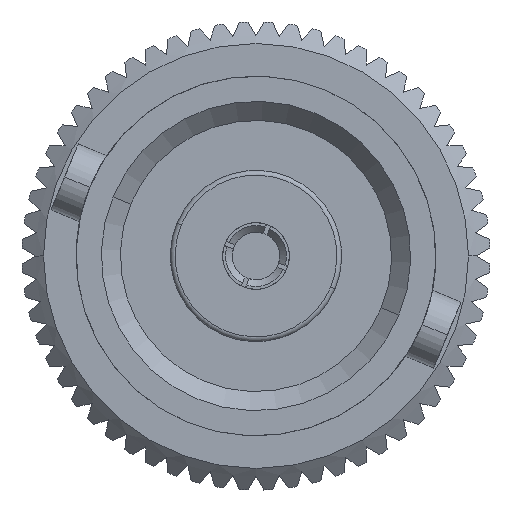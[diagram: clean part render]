
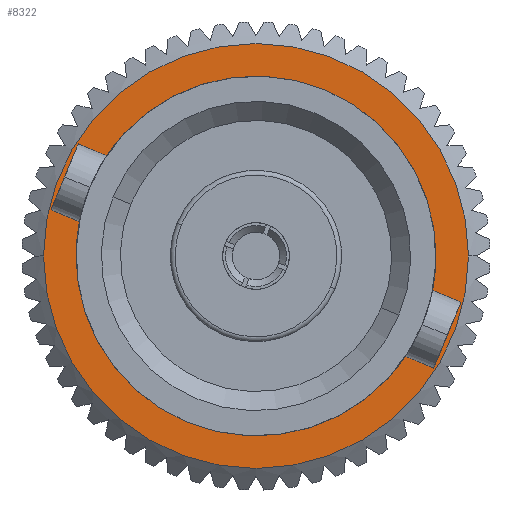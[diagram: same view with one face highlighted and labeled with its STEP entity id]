
A CAD part, left-side view. The second image highlights one B-rep face of the part: STEP entity #8322.
In plain terms, the highlighted planar face has unit normal (-1, 0, 0).
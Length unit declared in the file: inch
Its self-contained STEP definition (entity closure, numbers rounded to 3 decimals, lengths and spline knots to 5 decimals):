
#69 = CIRCLE ( 'NONE', #849, 0.22325 ) ;
#167 = CARTESIAN_POINT ( 'NONE',  ( 0.425, 0.22325, 0. ) ) ;
#452 = DIRECTION ( 'NONE',  ( 0., 1., 0. ) ) ;
#849 = AXIS2_PLACEMENT_3D ( 'NONE', #9785, #10579, #10611 ) ;
#1026 = CARTESIAN_POINT ( 'NONE',  ( 0.425, 0.17468, 0.07217 ) ) ;
#1135 = AXIS2_PLACEMENT_3D ( 'NONE', #9402, #4414, #3543 ) ;
#1294 = CARTESIAN_POINT ( 'NONE',  ( 0.425, 0., 0. ) ) ;
#1405 = PLANE ( 'NONE',  #2418 ) ;
#1679 = VERTEX_POINT ( 'NONE', #1026 ) ;
#2098 = DIRECTION ( 'NONE',  ( 0., 1., 0. ) ) ;
#2207 = DIRECTION ( 'NONE',  ( 1., 0., 0. ) ) ;
#2322 = ORIENTED_EDGE ( 'NONE', *, *, #9987, .T. ) ;
#2418 = AXIS2_PLACEMENT_3D ( 'NONE', #3865, #2207, #452 ) ;
#2654 = EDGE_CURVE ( 'NONE', #4444, #3815, #69, .T. ) ;
#2899 = AXIS2_PLACEMENT_3D ( 'NONE', #3088, #8821, #5430 ) ;
#3077 = VERTEX_POINT ( 'NONE', #5399 ) ;
#3088 = CARTESIAN_POINT ( 'NONE',  ( 0.425, 0., 0. ) ) ;
#3543 = DIRECTION ( 'NONE',  ( 0., -1., 0. ) ) ;
#3545 = EDGE_CURVE ( 'NONE', #3815, #4444, #10157, .T. ) ;
#3815 = VERTEX_POINT ( 'NONE', #4161 ) ;
#3865 = CARTESIAN_POINT ( 'NONE',  ( 0.425, 0.22325, 0. ) ) ;
#4161 = CARTESIAN_POINT ( 'NONE',  ( 0.425, -0.22325, 0. ) ) ;
#4414 = DIRECTION ( 'NONE',  ( -1., 0., 0. ) ) ;
#4444 = VERTEX_POINT ( 'NONE', #167 ) ;
#5399 = CARTESIAN_POINT ( 'NONE',  ( 0.425, -0.17468, -0.07217 ) ) ;
#5430 = DIRECTION ( 'NONE',  ( 0., 1., 0. ) ) ;
#5551 = ORIENTED_EDGE ( 'NONE', *, *, #3545, .T. ) ;
#6971 = DIRECTION ( 'NONE',  ( 1., 0., 0. ) ) ;
#7224 = CIRCLE ( 'NONE', #2899, 0.189 ) ;
#7500 = FACE_OUTER_BOUND ( 'NONE', #9864, .T. ) ;
#7514 = ORIENTED_EDGE ( 'NONE', *, *, #2654, .T. ) ;
#8322 = ADVANCED_FACE ( 'NONE', ( #9455, #7500 ), #1405, .F. ) ;
#8554 = ORIENTED_EDGE ( 'NONE', *, *, #8864, .T. ) ;
#8640 = CIRCLE ( 'NONE', #9512, 0.189 ) ;
#8821 = DIRECTION ( 'NONE',  ( 1., 0., 0. ) ) ;
#8864 = EDGE_CURVE ( 'NONE', #3077, #1679, #7224, .T. ) ;
#9402 = CARTESIAN_POINT ( 'NONE',  ( 0.425, 0., 0. ) ) ;
#9455 = FACE_BOUND ( 'NONE', #10599, .T. ) ;
#9512 = AXIS2_PLACEMENT_3D ( 'NONE', #1294, #6971, #2098 ) ;
#9785 = CARTESIAN_POINT ( 'NONE',  ( 0.425, 0., 0. ) ) ;
#9864 = EDGE_LOOP ( 'NONE', ( #7514, #5551 ) ) ;
#9987 = EDGE_CURVE ( 'NONE', #1679, #3077, #8640, .T. ) ;
#10157 = CIRCLE ( 'NONE', #1135, 0.22325 ) ;
#10579 = DIRECTION ( 'NONE',  ( -1., 0., 0. ) ) ;
#10599 = EDGE_LOOP ( 'NONE', ( #2322, #8554 ) ) ;
#10611 = DIRECTION ( 'NONE',  ( 0., -1., 0. ) ) ;
